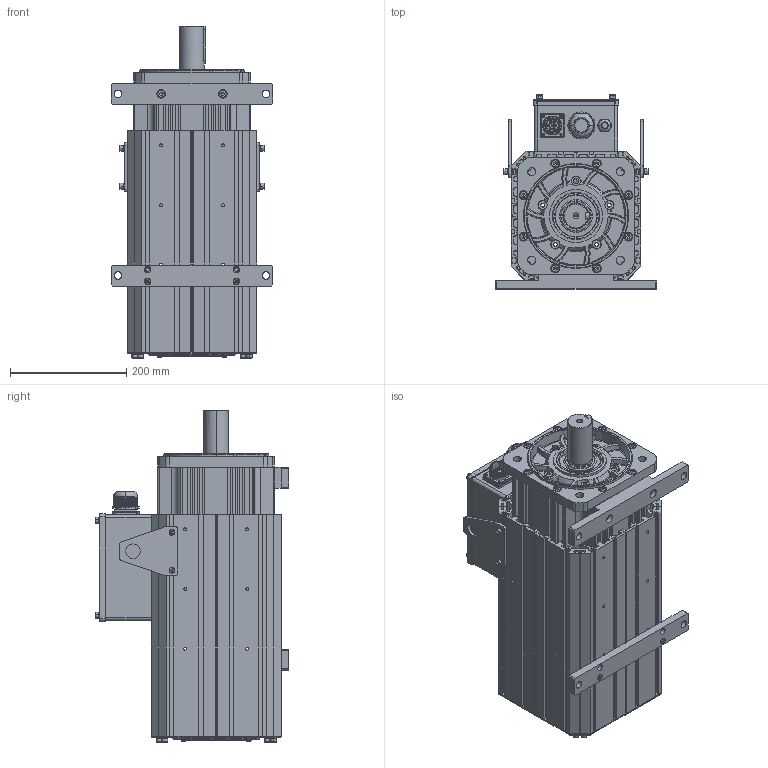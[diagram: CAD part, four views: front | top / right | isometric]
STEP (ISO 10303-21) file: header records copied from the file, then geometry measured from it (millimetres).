
FILE_DESCRIPTION (( 'STEP AP203' ), '1' );
FILE_NAME ('11KW惕掅.STEP', '2024-06-22T11:40:51', ( '' ), ( '' ), 'SwSTEP 2.0', 'SolidWorks 2021', '' );
FILE_SCHEMA (( 'CONFIG_CONTROL_DESIGN' ));
Products named in the file (1): 11KW惕掅
Bounding box: 277 x 333.1 x 570.1 mm (x, y, z)
Volume: 6124613.6 mm3; surface area: 2390938.6 mm2
Topology: 91 solids, 99 shells, 4316 faces, 11430 edges, 7230 vertices
Faces by surface type: plane 2345, cylinder 1227, cone 310, torus 300, bspline 78, sphere 56
Entity records: 142281 total; most frequent: CARTESIAN_POINT 35347, ORIENTED_EDGE 22576, DIRECTION 22014, EDGE_CURVE 11288, AXIS2_PLACEMENT_3D 7663, VERTEX_POINT 7230, VECTOR 6688, LINE 6688
